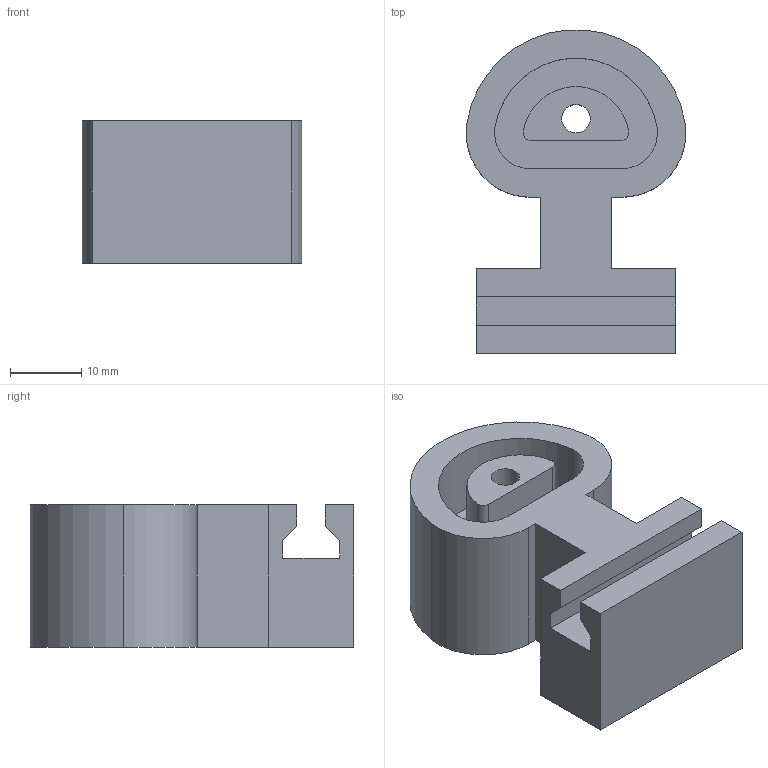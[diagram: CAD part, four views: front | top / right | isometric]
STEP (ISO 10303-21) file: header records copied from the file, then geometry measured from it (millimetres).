
FILE_DESCRIPTION(/* description */ ('STEP AP214'),/* implementation_level */ '2;1');
FILE_NAME(/* name */ '601b0c4d6fb84f14731afe9e',/* time_stamp */ '2021-02-03T20:49:17+00:00',/* author */ (''),/* organization */ (''),/* preprocessor_version */ 'ST-DEVELOPER v18.1',/* originating_system */ ' ',/* authorisation */ ' ');
FILE_SCHEMA (('AUTOMOTIVE_DESIGN {1 0 10303 214 3 1 1}'));
Length unit declared in the file: metre
Products named in the file (1): Base
Bounding box: 30.85 x 45.45 x 20 mm (x, y, z)
Volume: 17026.9 mm3; surface area: 7128 mm2
Topology: 1 solids, 1 shells, 33 faces, 87 edges, 58 vertices
Faces by surface type: plane 23, cylinder 10
Full cylindrical faces by diameter (mm): 4 x1
Entity records: 1050 total; most frequent: CARTESIAN_POINT 178, DIRECTION 174, ORIENTED_EDGE 172, EDGE_CURVE 86, LINE 66, VECTOR 66, VERTEX_POINT 58, AXIS2_PLACEMENT_3D 54
